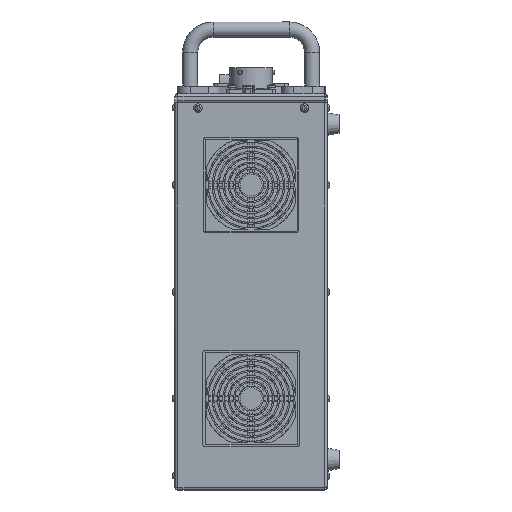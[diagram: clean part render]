
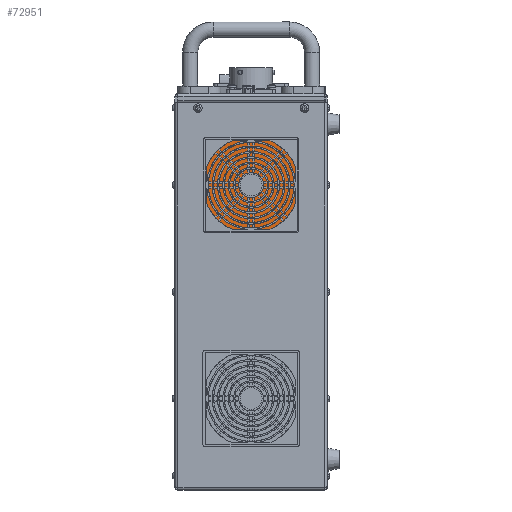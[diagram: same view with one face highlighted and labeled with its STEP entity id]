
A CAD part, left-side view. The second image highlights one B-rep face of the part: STEP entity #72951.
In plain terms, the highlighted planar face has unit normal (-1, 0, 0).
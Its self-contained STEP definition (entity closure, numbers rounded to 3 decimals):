
#12870 = LINE ( 'NONE', #180240, #268870 ) ;
#13480 = VERTEX_POINT ( 'NONE', #238961 ) ;
#14740 = CARTESIAN_POINT ( 'NONE',  ( -170., 0., -128.5 ) ) ;
#39956 = VERTEX_POINT ( 'NONE', #137186 ) ;
#40360 = DIRECTION ( 'NONE',  ( 0., 0., -1. ) ) ;
#40724 = VERTEX_POINT ( 'NONE', #63693 ) ;
#43298 = DIRECTION ( 'NONE',  ( -1., 0., 0. ) ) ;
#44818 = CIRCLE ( 'NONE', #189597, 0.5 ) ;
#51054 = DIRECTION ( 'NONE',  ( 0., -1., 0. ) ) ;
#57320 = DIRECTION ( 'NONE',  ( 0., 0., 1. ) ) ;
#59811 = EDGE_CURVE ( 'NONE', #135552, #13480, #62295, .T. ) ;
#62295 = CIRCLE ( 'NONE', #203513, 0.5 ) ;
#62344 = ORIENTED_EDGE ( 'NONE', *, *, #125272, .F. ) ;
#63693 = CARTESIAN_POINT ( 'NONE',  ( -170., 29.75, 100.25 ) ) ;
#67230 = DIRECTION ( 'NONE',  ( 0., 0., 1. ) ) ;
#68338 = AXIS2_PLACEMENT_3D ( 'NONE', #218544, #117917, #103620 ) ;
#72951 = ADVANCED_FACE ( 'NONE', ( #277009 ), #201039, .T. ) ;
#80104 = VERTEX_POINT ( 'NONE', #122839 ) ;
#80907 = CARTESIAN_POINT ( 'NONE',  ( -170., 0., 39.75 ) ) ;
#81227 = CARTESIAN_POINT ( 'NONE',  ( -170., -30.25, 40.25 ) ) ;
#98486 = DIRECTION ( 'NONE',  ( 1., 0., 0. ) ) ;
#101031 = CARTESIAN_POINT ( 'NONE',  ( -170., 29.75, 39.75 ) ) ;
#103620 = DIRECTION ( 'NONE',  ( 0., 0., 1. ) ) ;
#104973 = VECTOR ( 'NONE', #157497, 1000. ) ;
#112509 = VECTOR ( 'NONE', #158911, 1000. ) ;
#117917 = DIRECTION ( 'NONE',  ( 1., 0., 0. ) ) ;
#122839 = CARTESIAN_POINT ( 'NONE',  ( -170., -29.75, 100.25 ) ) ;
#125272 = EDGE_CURVE ( 'NONE', #235972, #135552, #210169, .T. ) ;
#125451 = CARTESIAN_POINT ( 'NONE',  ( -170., 30.25, 70. ) ) ;
#135552 = VERTEX_POINT ( 'NONE', #101031 ) ;
#137186 = CARTESIAN_POINT ( 'NONE',  ( -170., -30.25, 99.75 ) ) ;
#139294 = EDGE_CURVE ( 'NONE', #175111, #235972, #173833, .T. ) ;
#145468 = ORIENTED_EDGE ( 'NONE', *, *, #188516, .F. ) ;
#151174 = CARTESIAN_POINT ( 'NONE',  ( -170., -29.75, 40.25 ) ) ;
#155353 = ORIENTED_EDGE ( 'NONE', *, *, #59811, .F. ) ;
#157497 = DIRECTION ( 'NONE',  ( 0., 1., 0. ) ) ;
#158188 = EDGE_CURVE ( 'NONE', #39956, #175111, #179012, .T. ) ;
#158911 = DIRECTION ( 'NONE',  ( 0., 0., 1. ) ) ;
#167336 = DIRECTION ( 'NONE',  ( 1., 0., 0. ) ) ;
#173833 = CIRCLE ( 'NONE', #195851, 0.5 ) ;
#174478 = EDGE_LOOP ( 'NONE', ( #62344, #229480, #271566, #177652, #202590, #295934, #145468, #155353 ) ) ;
#175111 = VERTEX_POINT ( 'NONE', #81227 ) ;
#177652 = ORIENTED_EDGE ( 'NONE', *, *, #235388, .F. ) ;
#179012 = LINE ( 'NONE', #241266, #200267 ) ;
#180240 = CARTESIAN_POINT ( 'NONE',  ( -170., 0., 100.25 ) ) ;
#181754 = AXIS2_PLACEMENT_3D ( 'NONE', #14740, #43298, #67230 ) ;
#186505 = CARTESIAN_POINT ( 'NONE',  ( -170., -29.75, 99.75 ) ) ;
#188516 = EDGE_CURVE ( 'NONE', #13480, #192023, #211581, .T. ) ;
#189597 = AXIS2_PLACEMENT_3D ( 'NONE', #186505, #167336, #57320 ) ;
#190219 = DIRECTION ( 'NONE',  ( 0., 0., 1. ) ) ;
#192023 = VERTEX_POINT ( 'NONE', #280303 ) ;
#195851 = AXIS2_PLACEMENT_3D ( 'NONE', #151174, #98486, #261517 ) ;
#200267 = VECTOR ( 'NONE', #40360, 1000. ) ;
#201039 = PLANE ( 'NONE',  #181754 ) ;
#202590 = ORIENTED_EDGE ( 'NONE', *, *, #222535, .F. ) ;
#203513 = AXIS2_PLACEMENT_3D ( 'NONE', #286116, #233453, #190219 ) ;
#210169 = LINE ( 'NONE', #80907, #104973 ) ;
#211581 = LINE ( 'NONE', #125451, #112509 ) ;
#218544 = CARTESIAN_POINT ( 'NONE',  ( -170., 29.75, 99.75 ) ) ;
#220335 = CIRCLE ( 'NONE', #68338, 0.5 ) ;
#222535 = EDGE_CURVE ( 'NONE', #40724, #80104, #12870, .T. ) ;
#229480 = ORIENTED_EDGE ( 'NONE', *, *, #139294, .F. ) ;
#233453 = DIRECTION ( 'NONE',  ( 1., 0., 0. ) ) ;
#234914 = CARTESIAN_POINT ( 'NONE',  ( -170., -29.75, 39.75 ) ) ;
#235388 = EDGE_CURVE ( 'NONE', #80104, #39956, #44818, .T. ) ;
#235972 = VERTEX_POINT ( 'NONE', #234914 ) ;
#238961 = CARTESIAN_POINT ( 'NONE',  ( -170., 30.25, 40.25 ) ) ;
#241266 = CARTESIAN_POINT ( 'NONE',  ( -170., -30.25, 70. ) ) ;
#243596 = EDGE_CURVE ( 'NONE', #192023, #40724, #220335, .T. ) ;
#261517 = DIRECTION ( 'NONE',  ( 0., 0., 1. ) ) ;
#268870 = VECTOR ( 'NONE', #51054, 1000. ) ;
#271566 = ORIENTED_EDGE ( 'NONE', *, *, #158188, .F. ) ;
#277009 = FACE_OUTER_BOUND ( 'NONE', #174478, .T. ) ;
#280303 = CARTESIAN_POINT ( 'NONE',  ( -170., 30.25, 99.75 ) ) ;
#286116 = CARTESIAN_POINT ( 'NONE',  ( -170., 29.75, 40.25 ) ) ;
#295934 = ORIENTED_EDGE ( 'NONE', *, *, #243596, .F. ) ;
